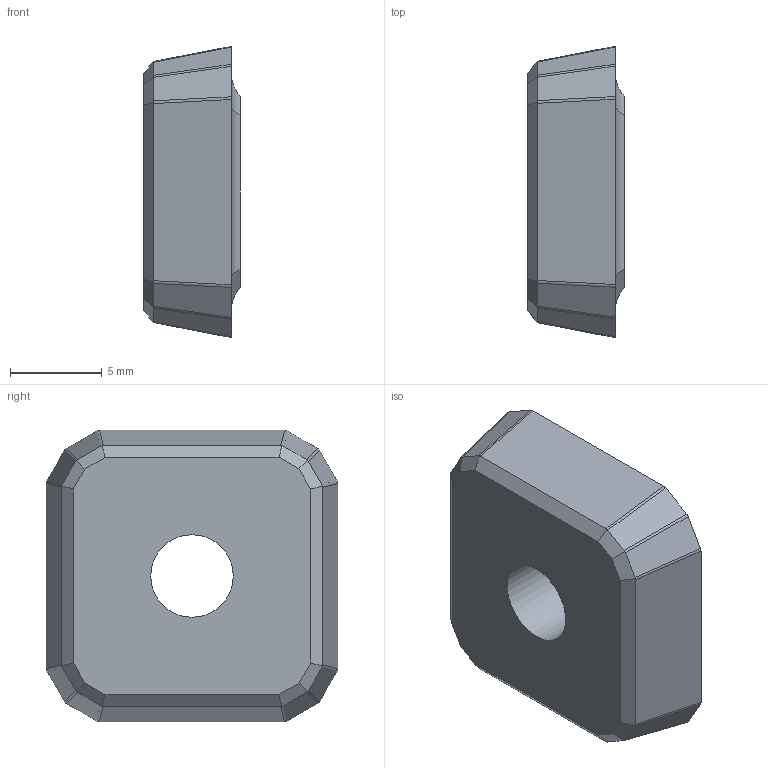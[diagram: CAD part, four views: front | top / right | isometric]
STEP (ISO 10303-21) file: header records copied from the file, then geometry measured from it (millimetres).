
FILE_DESCRIPTION(/* description */ (''),/* implementation_level */ '2;1');
FILE_NAME(/* name */ 'XPET1504AP_115010990nuc000_00_SIM.stp',/* time_stamp */ '2021-03-30T10:56:21+02:00',/* author */ (''),/* organization */ (''),/* preprocessor_version */ 'ST-DEVELOPER v16.7',/* originating_system */ 'SIEMENS PLM Software NX 12.0',/* authorisation */ '');
FILE_SCHEMA (('AUTOMOTIVE_DESIGN { 1 0 10303 214 3 1 1 1 }'));
Length unit declared in the file: millimetre
Products named in the file (1): fo342E4435FEro0o
Bounding box: 5.26 x 15.88 x 15.88 mm (x, y, z)
Volume: 993.4 mm3; surface area: 729.1 mm2
Topology: 1 solids, 1 shells, 48 faces, 136 edges, 91 vertices
Faces by surface type: plane 27, cylinder 21
Full cylindrical faces by diameter (mm): 4.5 x1
Entity records: 1596 total; most frequent: DIRECTION 278, CARTESIAN_POINT 273, ORIENTED_EDGE 268, EDGE_CURVE 134, AXIS2_PLACEMENT_3D 95, VERTEX_POINT 90, LINE 88, VECTOR 88
